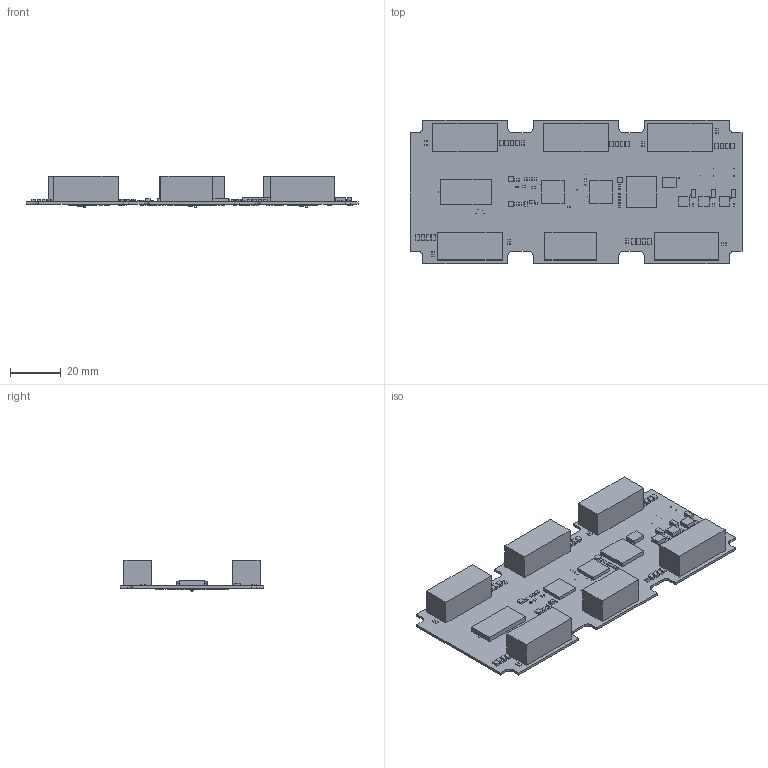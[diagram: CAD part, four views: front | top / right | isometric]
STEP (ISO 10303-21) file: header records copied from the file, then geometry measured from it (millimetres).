
FILE_DESCRIPTION(('Open CASCADE Model'),'2;1');
FILE_NAME('Open CASCADE Shape Model','2020-11-08T10:36:26',('Author'),( 'Open CASCADE'),'Open CASCADE STEP processor 6.8','Open CASCADE 6.8' ,'Unknown');
FILE_SCHEMA(('AUTOMOTIVE_DESIGN { 1 0 10303 214 1 1 1 1 }'));
Length unit declared in the file: millimetre
Products named in the file (251): PCB; Board; Open CASCADE STEP translator 6.8 1.1.1; R246; 6171221328; Extruded; R245; R244; R210; P1; 5981773376; P15; 5981768576; P14; P3; R236; 6171220448; P11; P2; R148; R147; 6170477568; R146; R145; R238; R131; C223; 6171217008; C233; C232; C231; C230; C229; C228; C227; C226; C225; C224; C222; C221 ...
Assembly tree (424 placements, depth 4):
  PCB
    Board
      Open CASCADE STEP translator 6.8 1.1.1
    R246
      6171221328
        Extruded
    R245
      6171221328
        Extruded
    R244
      6171221328
        Extruded
    R210
      6171221328
        Extruded
    P1
      5981773376
        Extruded
    P15
      5981768576
        Extruded
    P14
      5981768576
        Extruded
    P3
      5981768576
        Extruded
    R236
      6171220448
        Extruded
    P11
      5981768576
        Extruded
    P2
      5981768576
        Extruded
    R148
      6171220448
        Extruded
    R147
      6170477568
        Extruded
    R146
      6170477568
        Extruded
    R145
      6170477568
        Extruded
    R238
      6171220448
        Extruded
    R131
      6171220448
        Extruded
    C223
      6171217008
        Extruded
    C233
      6171217008
        Extruded
Bounding box: 130.3 x 56.5 x 12.21 mm (x, y, z)
Volume: 23905.7 mm3; surface area: 25033.2 mm2
Topology: 200 solids, 200 shells, 1981 faces, 4662 edges, 3081 vertices
Faces by surface type: plane 1359, cylinder 541, bspline 42, extrusion 27, torus 6, sphere 6
Full cylindrical faces by diameter (mm): 0.15 x264, 0.25 x48, 0.3 x85
Entity records: 31848 total; most frequent: CARTESIAN_POINT 5985, DIRECTION 4966, ORIENTED_EDGE 3864, AXIS2_PLACEMENT_3D 2001, EDGE_CURVE 1932, FACE_BOUND 1503, EDGE_LOOP 1503, VERTEX_POINT 1279
